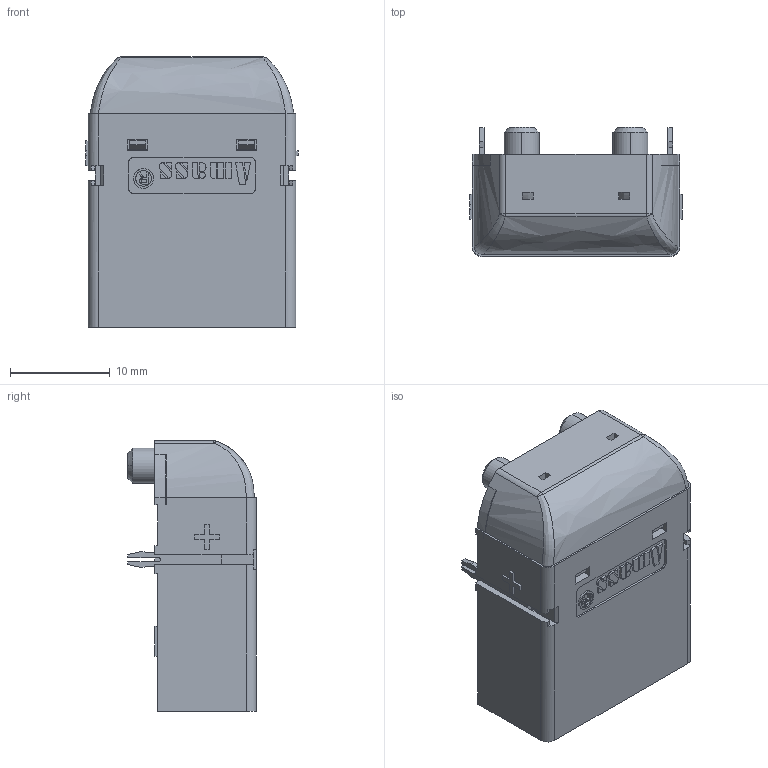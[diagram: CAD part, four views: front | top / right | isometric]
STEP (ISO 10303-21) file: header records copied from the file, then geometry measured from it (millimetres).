
FILE_DESCRIPTION (( 'STEP AP214' ), '1' );
FILE_NAME ('XT90PW-M 2021.09.14.STEP', '2021-09-14T02:37:09', ( 'PC' ), ( '' ), 'SwSTEP 2.0', 'SolidWorks 2016', '' );
FILE_SCHEMA (( 'AUTOMOTIVE_DESIGN' ));
Length unit declared in the file: millimetre
Products named in the file (1): XT90PW-M 2021.09.14
Bounding box: 21.3 x 12.9 x 27.1 mm (x, y, z)
Volume: 2685 mm3; surface area: 4971.8 mm2
Topology: 1 solids, 3 shells, 509 faces, 1407 edges, 920 vertices
Faces by surface type: plane 300, cylinder 123, bspline 70, cone 16
Entity records: 19070 total; most frequent: CARTESIAN_POINT 6616, ORIENTED_EDGE 2806, DIRECTION 2232, EDGE_CURVE 1403, VERTEX_POINT 920, LINE 898, VECTOR 898, AXIS2_PLACEMENT_3D 667
